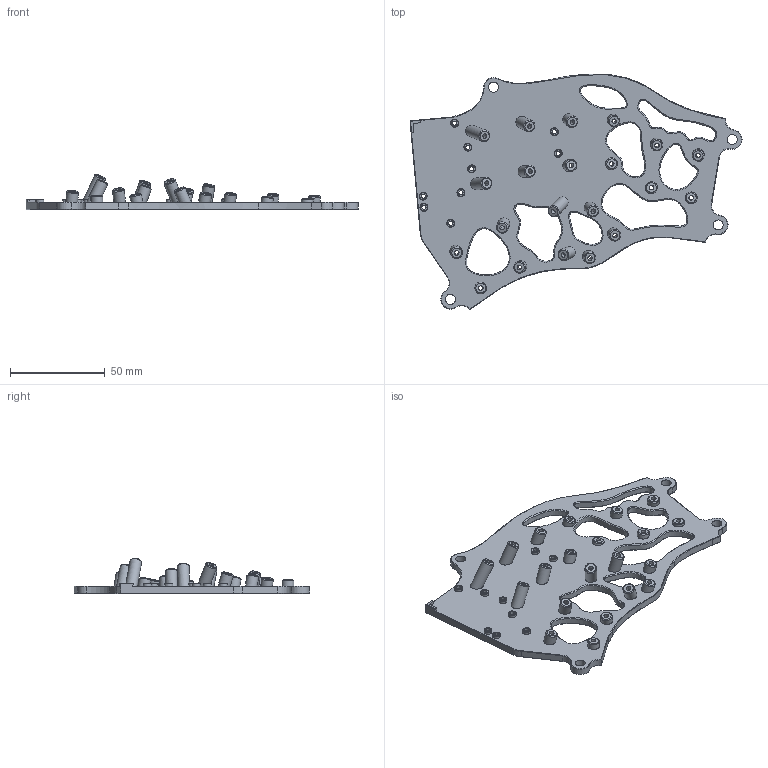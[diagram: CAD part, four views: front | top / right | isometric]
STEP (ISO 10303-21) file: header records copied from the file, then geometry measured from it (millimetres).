
FILE_DESCRIPTION(/* description */ (''),/* implementation_level */ '2;1');
FILE_NAME(/* name */ 'bottom.step',/* time_stamp */ '2024-01-17T12:13:30+08:00',/* author */ (''),/* organization */ (''),/* preprocessor_version */ 'ST-DEVELOPER v20',/* originating_system */ 'Autodesk Translation Framework v12.14.0.127',/* authorisation */ '');
FILE_SCHEMA (('AUTOMOTIVE_DESIGN { 1 0 10303 214 3 1 1 }'));
Length unit declared in the file: millimetre
Products named in the file (1): bottom plate
Bounding box: 175.21 x 124.49 x 18.66 mm (x, y, z)
Volume: 47110.9 mm3; surface area: 33086 mm2
Topology: 1 solids, 1 shells, 363 faces, 798 edges, 499 vertices
Faces by surface type: plane 147, cylinder 97, bspline 62, cone 57
Full cylindrical faces by diameter (mm): 2.2 x9, 2.4 x21, 4.2 x9, 4.5 x20, 5.3 x4, 6.2 x21
Entity records: 20123 total; most frequent: CARTESIAN_POINT 12207, ORIENTED_EDGE 1596, DIRECTION 1497, EDGE_CURVE 798, AXIS2_PLACEMENT_3D 535, EDGE_LOOP 509, VERTEX_POINT 499, LINE 427
